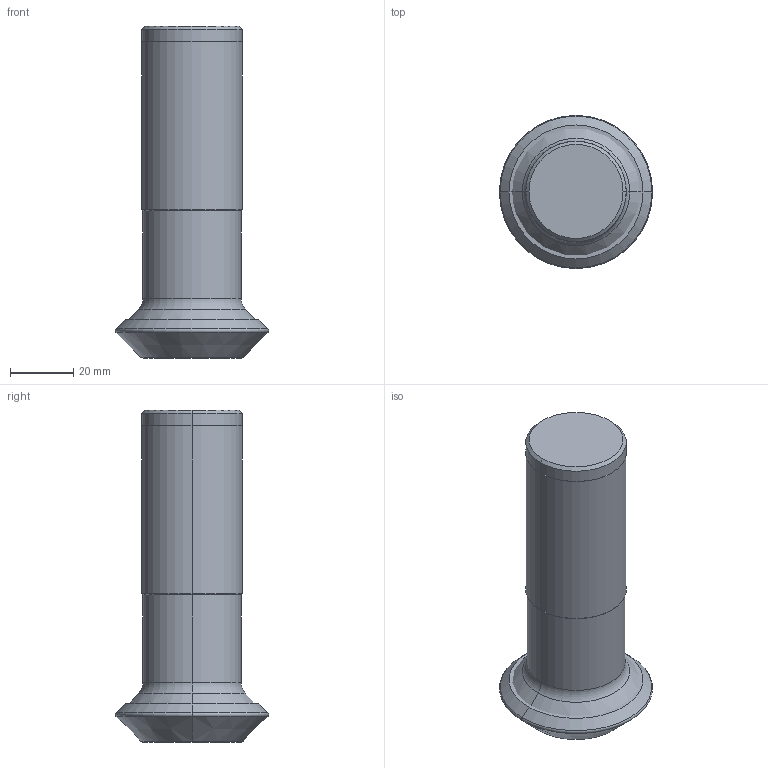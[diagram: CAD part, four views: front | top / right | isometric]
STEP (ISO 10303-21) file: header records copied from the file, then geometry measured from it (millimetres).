
FILE_DESCRIPTION(/* description */ (''),/* implementation_level */ '2;1');
FILE_NAME(/* name */ 'CFSPR203W20_IR0_031.stp',/* time_stamp */ '2023-03-10T14:03:38+09:00',/* author */ (''),/* organization */ (''),/* preprocessor_version */ 'ST-DEVELOPER v16',/* originating_system */ 'SIEMENS PLM Software NX 10.0',/* authorisation */ '');
FILE_SCHEMA (('AUTOMOTIVE_DESIGN { 1 0 10303 214 3 1 1 1 }'));
Length unit declared in the file: millimetre
Products named in the file (1): CFSPR203W20_IR0_031_ASM
Bounding box: 48.35 x 48.35 x 104.77 mm (x, y, z)
Volume: 104117.2 mm3; surface area: 17312.8 mm2
Topology: 2 solids, 2 shells, 33 faces, 80 edges, 61 vertices
Faces by surface type: cone 14, cylinder 8, torus 6, plane 5
Entity records: 1095 total; most frequent: DIRECTION 215, CARTESIAN_POINT 166, ORIENTED_EDGE 144, AXIS2_PLACEMENT_3D 94, EDGE_CURVE 72, CIRCLE 53, VERTEX_POINT 44, EDGE_LOOP 34
